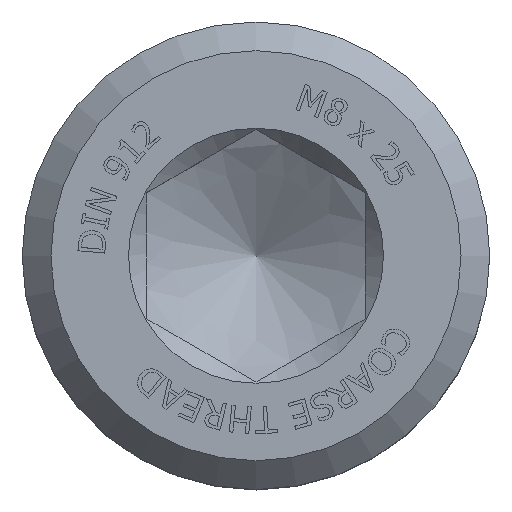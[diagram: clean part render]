
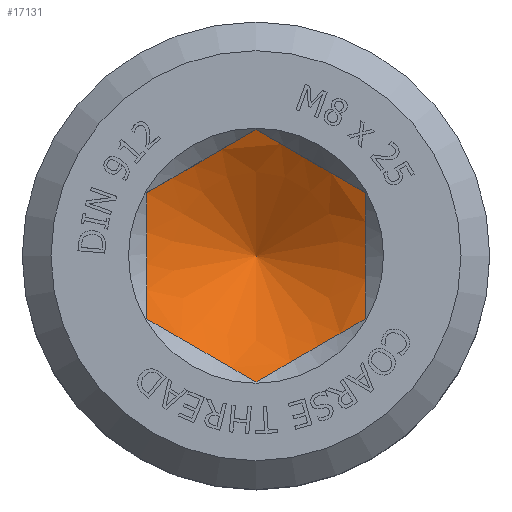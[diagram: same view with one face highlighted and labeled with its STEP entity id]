
A CAD part, top view. The second image highlights one B-rep face of the part: STEP entity #17131.
In plain terms, the highlighted conical face has half-angle 60 degrees and reference radius 2.6 mm.
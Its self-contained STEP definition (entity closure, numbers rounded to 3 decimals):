
#16779=CARTESIAN_POINT('',(0.,3.51,-4.0));
#16780=VERTEX_POINT('',#16779);
#16787=CARTESIAN_POINT('',(3.04,1.755,-4.0));
#16788=VERTEX_POINT('',#16787);
#16789=CARTESIAN_POINT('',(3.04,1.755,-4.0));
#16790=CARTESIAN_POINT('',(1.52,2.633,-4.507));
#16791=CARTESIAN_POINT('',(0.,3.51,-4.0));
#16799=(BOUNDED_CURVE()B_SPLINE_CURVE(2,(#16789,#16790,#16791),.UNSPECIFIED.,.F.,.U.)B_SPLINE_CURVE_WITH_KNOTS((3,3),(0.21,0.67),.UNSPECIFIED.)CURVE()GEOMETRIC_REPRESENTATION_ITEM()RATIONAL_B_SPLINE_CURVE((1.258,1.453,1.258))REPRESENTATION_ITEM(''));
#16800=EDGE_CURVE('',#16788,#16780,#16799,.T.);
#16817=CARTESIAN_POINT('',(-3.04,1.755,-4.0));
#16818=VERTEX_POINT('',#16817);
#16825=CARTESIAN_POINT('',(0.,3.51,-4.0));
#16826=CARTESIAN_POINT('',(-1.52,2.633,-4.507));
#16827=CARTESIAN_POINT('',(-3.04,1.755,-4.0));
#16835=(BOUNDED_CURVE()B_SPLINE_CURVE(2,(#16825,#16826,#16827),.UNSPECIFIED.,.F.,.U.)B_SPLINE_CURVE_WITH_KNOTS((3,3),(0.21,0.67),.UNSPECIFIED.)CURVE()GEOMETRIC_REPRESENTATION_ITEM()RATIONAL_B_SPLINE_CURVE((1.258,1.453,1.258))REPRESENTATION_ITEM(''));
#16836=EDGE_CURVE('',#16780,#16818,#16835,.T.);
#16848=CARTESIAN_POINT('',(-3.04,-1.755,-4.0));
#16849=VERTEX_POINT('',#16848);
#16856=CARTESIAN_POINT('',(-3.04,1.755,-4.0));
#16857=CARTESIAN_POINT('',(-3.04,0.,-4.507));
#16858=CARTESIAN_POINT('',(-3.04,-1.755,-4.0));
#16866=(BOUNDED_CURVE()B_SPLINE_CURVE(2,(#16856,#16857,#16858),.UNSPECIFIED.,.F.,.U.)B_SPLINE_CURVE_WITH_KNOTS((3,3),(0.21,0.67),.UNSPECIFIED.)CURVE()GEOMETRIC_REPRESENTATION_ITEM()RATIONAL_B_SPLINE_CURVE((1.258,1.453,1.258))REPRESENTATION_ITEM(''));
#16867=EDGE_CURVE('',#16818,#16849,#16866,.T.);
#16879=CARTESIAN_POINT('',(0.,-3.51,-4.0));
#16880=VERTEX_POINT('',#16879);
#16887=CARTESIAN_POINT('',(-3.04,-1.755,-4.0));
#16888=CARTESIAN_POINT('',(-1.52,-2.633,-4.507));
#16889=CARTESIAN_POINT('',(0.,-3.51,-4.0));
#16897=(BOUNDED_CURVE()B_SPLINE_CURVE(2,(#16887,#16888,#16889),.UNSPECIFIED.,.F.,.U.)B_SPLINE_CURVE_WITH_KNOTS((3,3),(0.21,0.67),.UNSPECIFIED.)CURVE()GEOMETRIC_REPRESENTATION_ITEM()RATIONAL_B_SPLINE_CURVE((1.258,1.453,1.258))REPRESENTATION_ITEM(''));
#16898=EDGE_CURVE('',#16849,#16880,#16897,.T.);
#16910=CARTESIAN_POINT('',(3.04,-1.755,-4.));
#16911=VERTEX_POINT('',#16910);
#16918=CARTESIAN_POINT('',(0.,-3.51,-4.0));
#16919=CARTESIAN_POINT('',(1.52,-2.633,-4.507));
#16920=CARTESIAN_POINT('',(3.04,-1.755,-4.));
#16928=(BOUNDED_CURVE()B_SPLINE_CURVE(2,(#16918,#16919,#16920),.UNSPECIFIED.,.F.,.U.)B_SPLINE_CURVE_WITH_KNOTS((3,3),(0.21,0.67),.UNSPECIFIED.)CURVE()GEOMETRIC_REPRESENTATION_ITEM()RATIONAL_B_SPLINE_CURVE((1.258,1.453,1.258))REPRESENTATION_ITEM(''));
#16929=EDGE_CURVE('',#16880,#16911,#16928,.T.);
#16942=CARTESIAN_POINT('',(3.04,-1.755,-4.));
#16943=CARTESIAN_POINT('',(3.04,0.,-4.507));
#16944=CARTESIAN_POINT('',(3.04,1.755,-4.0));
#16952=(BOUNDED_CURVE()B_SPLINE_CURVE(2,(#16942,#16943,#16944),.UNSPECIFIED.,.F.,.U.)B_SPLINE_CURVE_WITH_KNOTS((3,3),(0.21,0.67),.UNSPECIFIED.)CURVE()GEOMETRIC_REPRESENTATION_ITEM()RATIONAL_B_SPLINE_CURVE((1.258,1.453,1.258))REPRESENTATION_ITEM(''));
#16953=EDGE_CURVE('',#16911,#16788,#16952,.T.);
#17118=CARTESIAN_POINT('',(0.0,0.,-4.526));
#17119=DIRECTION('',(0.0,0.,1.0));
#17120=DIRECTION('',(0.0,1.0,0.0));
#17121=AXIS2_PLACEMENT_3D('',#17118,#17119,#17120);
#17122=CONICAL_SURFACE('',#17121,2.6,60.);
#17123=ORIENTED_EDGE('',*,*,#16867,.T.);
#17124=ORIENTED_EDGE('',*,*,#16898,.T.);
#17125=ORIENTED_EDGE('',*,*,#16929,.T.);
#17126=ORIENTED_EDGE('',*,*,#16953,.T.);
#17127=ORIENTED_EDGE('',*,*,#16800,.T.);
#17128=ORIENTED_EDGE('',*,*,#16836,.T.);
#17129=EDGE_LOOP('',(#17123,#17124,#17125,#17126,#17127,#17128));
#17130=FACE_OUTER_BOUND('',#17129,.T.);
#17131=ADVANCED_FACE('',(#17130),#17122,.F.);
